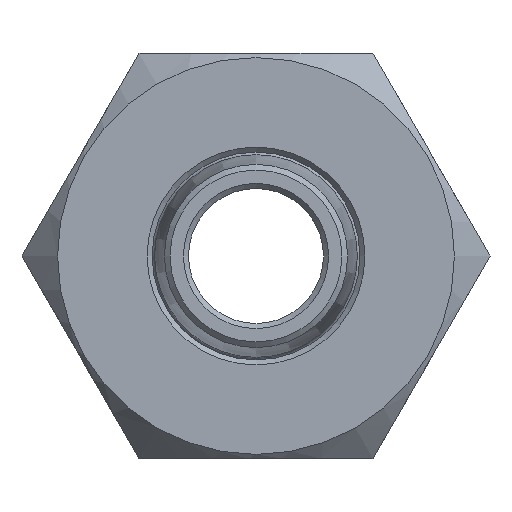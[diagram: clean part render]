
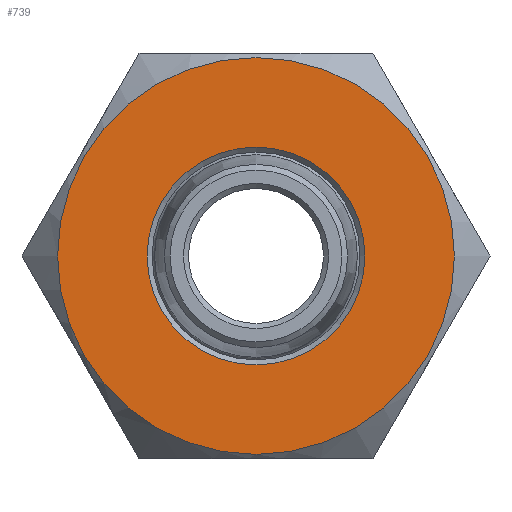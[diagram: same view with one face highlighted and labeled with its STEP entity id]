
A CAD part, left-side view. The second image highlights one B-rep face of the part: STEP entity #739.
In plain terms, the highlighted planar face has unit normal (-1, 0, 0).
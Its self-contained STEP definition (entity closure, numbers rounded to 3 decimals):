
#44=FACE_BOUND('',#137,.T.);
#63=PLANE('',#872);
#86=FACE_OUTER_BOUND('',#136,.T.);
#136=EDGE_LOOP('',(#549));
#137=EDGE_LOOP('',(#550));
#264=CIRCLE('',#853,11.75);
#271=CIRCLE('',#867,6.45);
#336=VERTEX_POINT('',#1280);
#343=VERTEX_POINT('',#1313);
#405=EDGE_CURVE('',#336,#336,#264,.T.);
#419=EDGE_CURVE('',#343,#343,#271,.T.);
#549=ORIENTED_EDGE('',*,*,#405,.T.);
#550=ORIENTED_EDGE('',*,*,#419,.F.);
#739=ADVANCED_FACE('',(#86,#44),#63,.F.);
#853=AXIS2_PLACEMENT_3D('',#1282,#977,#978);
#867=AXIS2_PLACEMENT_3D('',#1314,#1010,#1011);
#872=AXIS2_PLACEMENT_3D('',#1324,#1022,#1023);
#977=DIRECTION('center_axis',(-1.,0.,0.));
#978=DIRECTION('ref_axis',(0.,1.,0.));
#1010=DIRECTION('center_axis',(-1.,0.,0.));
#1011=DIRECTION('ref_axis',(0.,0.,-1.));
#1022=DIRECTION('center_axis',(1.,0.,0.));
#1023=DIRECTION('ref_axis',(0.,0.,-1.));
#1280=CARTESIAN_POINT('',(0.,-11.75,0.));
#1282=CARTESIAN_POINT('Origin',(0.,0.,0.));
#1313=CARTESIAN_POINT('',(0.,0.,6.45));
#1314=CARTESIAN_POINT('Origin',(0.,0.,0.));
#1324=CARTESIAN_POINT('Origin',(0.,0.,0.));
